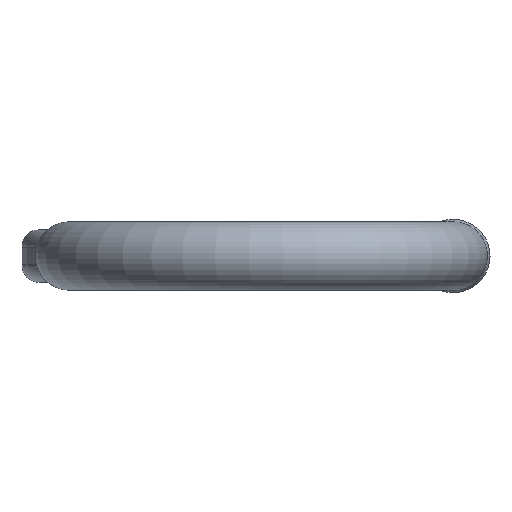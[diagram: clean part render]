
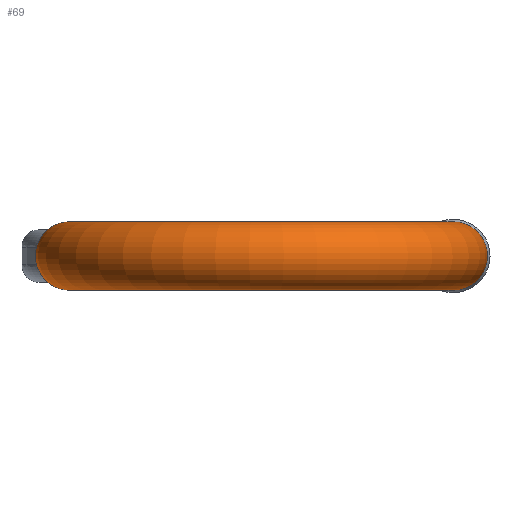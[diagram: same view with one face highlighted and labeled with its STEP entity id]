
A CAD part, front view. The second image highlights one B-rep face of the part: STEP entity #69.
In plain terms, the highlighted toroidal (fillet/blend) face has major radius 36.5 mm and minor radius 6.5 mm.
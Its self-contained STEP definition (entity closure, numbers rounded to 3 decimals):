
#60=TOROIDAL_SURFACE('',#465,36.5,6.5);
#69=ADVANCED_FACE('',(#168,#169),#60,.T.);
#168=FACE_BOUND('',#184,.T.);
#169=FACE_BOUND('',#185,.T.);
#184=EDGE_LOOP('',(#235));
#185=EDGE_LOOP('',(#236));
#235=ORIENTED_EDGE('',*,*,#376,.T.);
#236=ORIENTED_EDGE('',*,*,#395,.F.);
#332=VERTEX_POINT('',#620);
#351=VERTEX_POINT('',#753);
#376=EDGE_CURVE('',#332,#332,#436,.T.);
#395=EDGE_CURVE('',#351,#351,#437,.T.);
#436=CIRCLE('',#453,6.5);
#437=CIRCLE('',#459,6.5);
#453=AXIS2_PLACEMENT_3D('',#619,#504,#505);
#459=AXIS2_PLACEMENT_3D('',#752,#520,#521);
#465=AXIS2_PLACEMENT_3D('',#762,#532,#533);
#504=DIRECTION('',(0.,-1.,0.));
#505=DIRECTION('',(1.,0.,0.));
#520=DIRECTION('',(0.,1.,0.));
#521=DIRECTION('',(-1.,0.,0.));
#532=DIRECTION('',(0.,0.,1.));
#533=DIRECTION('',(1.,0.,0.));
#619=CARTESIAN_POINT('',(-36.5,-25.,0.));
#620=CARTESIAN_POINT('',(-30.,-25.,0.));
#752=CARTESIAN_POINT('',(36.5,-25.,0.));
#753=CARTESIAN_POINT('',(30.,-25.,0.));
#762=CARTESIAN_POINT('',(0.,-25.,0.));
